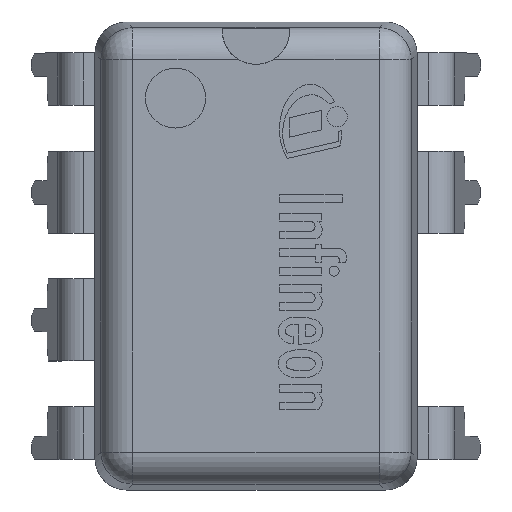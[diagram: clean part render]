
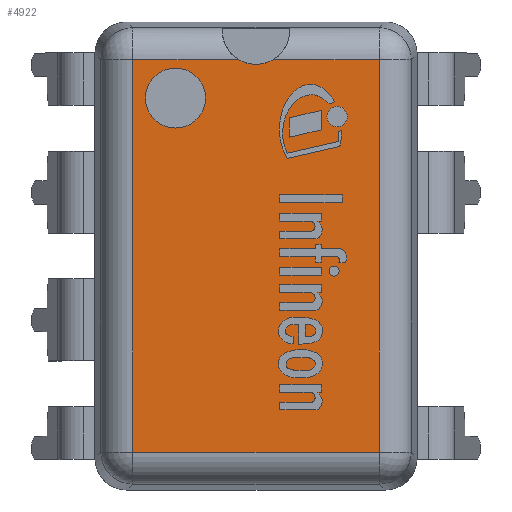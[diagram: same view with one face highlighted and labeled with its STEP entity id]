
A CAD part, top view. The second image highlights one B-rep face of the part: STEP entity #4922.
In plain terms, the highlighted planar face has unit normal (0, 0, 1).
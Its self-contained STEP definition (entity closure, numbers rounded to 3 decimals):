
#173=LINE('',#6898,#756);
#175=LINE('',#6905,#758);
#181=LINE('',#6931,#764);
#187=LINE('',#6957,#770);
#189=LINE('',#6960,#772);
#756=VECTOR('',#5592,1.);
#758=VECTOR('',#5598,1.);
#764=VECTOR('',#5628,1.);
#770=VECTOR('',#5658,1.);
#772=VECTOR('',#5662,1.);
#1343=PLANE('',#5262);
#1560=FACE_BOUND('',#1885,.T.);
#1587=FACE_OUTER_BOUND('',#1884,.T.);
#1884=EDGE_LOOP('',(#3501,#3502,#3503,#3504,#3505,#3506));
#1885=EDGE_LOOP('',(#3507));
#2170=CIRCLE('',#5225,0.596);
#2172=CIRCLE('',#5230,0.67);
#2236=VERTEX_POINT('',#6856);
#2239=VERTEX_POINT('',#6865);
#2240=VERTEX_POINT('',#6880);
#2241=VERTEX_POINT('',#6897);
#2244=VERTEX_POINT('',#6903);
#2249=VERTEX_POINT('',#6918);
#2257=VERTEX_POINT('',#6944);
#2710=EDGE_CURVE('',#2236,#2236,#2170,.T.);
#2714=EDGE_CURVE('',#2240,#2239,#2172,.T.);
#2716=EDGE_CURVE('',#2240,#2241,#173,.T.);
#2720=EDGE_CURVE('',#2244,#2239,#175,.T.);
#2733=EDGE_CURVE('',#2241,#2249,#181,.T.);
#2746=EDGE_CURVE('',#2249,#2257,#187,.T.);
#2748=EDGE_CURVE('',#2257,#2244,#189,.T.);
#3501=ORIENTED_EDGE('',*,*,#2714,.T.);
#3502=ORIENTED_EDGE('',*,*,#2720,.F.);
#3503=ORIENTED_EDGE('',*,*,#2748,.F.);
#3504=ORIENTED_EDGE('',*,*,#2746,.F.);
#3505=ORIENTED_EDGE('',*,*,#2733,.F.);
#3506=ORIENTED_EDGE('',*,*,#2716,.F.);
#3507=ORIENTED_EDGE('',*,*,#2710,.T.);
#4922=ADVANCED_FACE('',(#1587,#1560),#1343,.T.);
#5225=AXIS2_PLACEMENT_3D('',#6857,#5577,#5578);
#5230=AXIS2_PLACEMENT_3D('',#6881,#5588,#5589);
#5262=AXIS2_PLACEMENT_3D('',#6968,#5673,#5674);
#5577=DIRECTION('center_axis',(0.,0.,-1.));
#5578=DIRECTION('ref_axis',(-1.,0.,0.));
#5588=DIRECTION('center_axis',(0.,0.,-1.));
#5589=DIRECTION('ref_axis',(1.,0.,0.));
#5592=DIRECTION('',(1.,0.,0.));
#5598=DIRECTION('',(1.,0.,0.));
#5628=DIRECTION('',(0.,-1.,0.));
#5658=DIRECTION('',(-1.,0.,0.));
#5662=DIRECTION('',(0.,1.,0.));
#5673=DIRECTION('center_axis',(0.,0.,1.));
#5674=DIRECTION('ref_axis',(-1.,0.,0.));
#6856=CARTESIAN_POINT('',(-1.004,3.136,4.572));
#6857=CARTESIAN_POINT('Origin',(-1.6,3.136,4.572));
#6865=CARTESIAN_POINT('',(-0.348,3.902,4.572));
#6880=CARTESIAN_POINT('',(0.348,3.902,4.572));
#6881=CARTESIAN_POINT('Origin',(0.,4.474,4.572));
#6897=CARTESIAN_POINT('',(2.452,3.902,4.572));
#6898=CARTESIAN_POINT('',(-1.6,3.902,4.572));
#6903=CARTESIAN_POINT('',(-2.451,3.902,4.572));
#6905=CARTESIAN_POINT('',(-1.6,3.902,4.572));
#6918=CARTESIAN_POINT('',(2.452,-3.902,4.572));
#6931=CARTESIAN_POINT('',(2.452,2.325,4.572));
#6944=CARTESIAN_POINT('',(-2.451,-3.902,4.572));
#6957=CARTESIAN_POINT('',(1.6,-3.902,4.572));
#6960=CARTESIAN_POINT('',(-2.451,-2.325,4.572));
#6968=CARTESIAN_POINT('Origin',(0.,0.,
4.572));
